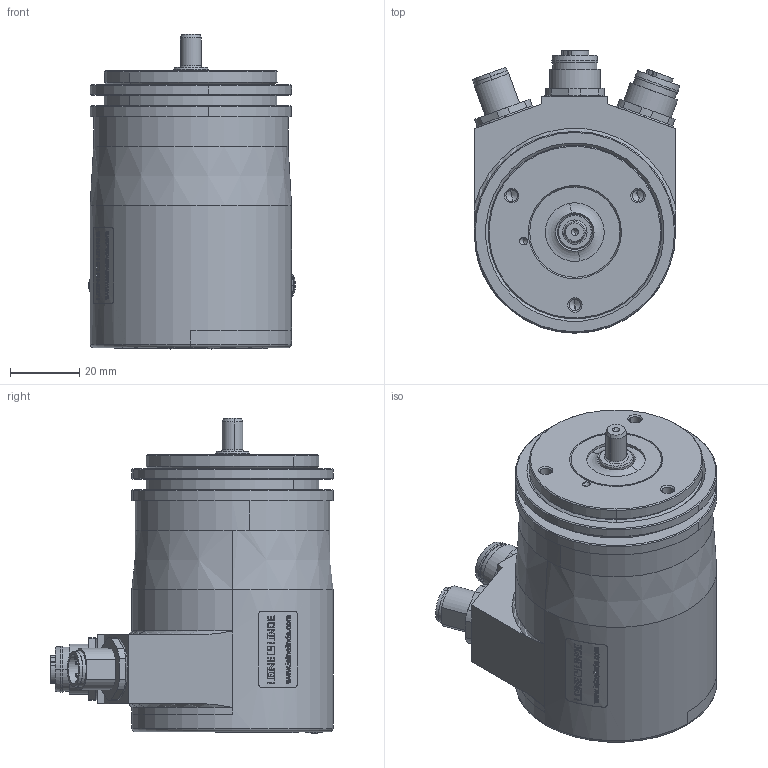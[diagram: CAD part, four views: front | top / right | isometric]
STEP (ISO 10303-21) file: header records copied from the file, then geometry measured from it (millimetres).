
FILE_DESCRIPTION((''),'2;1');
FILE_NAME('661380','2011-01-12T',('se2802'),(''),'PRO/ENGINEER BY PARAMETRIC TECHNOLOGY CORPORATION, 2010180','PRO/ENGINEER BY PARAMETRIC TECHNOLOGY CORPORATION, 2010180','');
FILE_SCHEMA(('CONFIG_CONTROL_DESIGN'));
Products named in the file (1): 661380
Bounding box: 59.57 x 81.33 x 90.73 mm (x, y, z)
Volume: 111359.1 mm3; surface area: 71702.6 mm2
Topology: 5 solids, 5 shells, 6444 faces, 17040 edges, 11231 vertices
Faces by surface type: plane 4508, cylinder 1147, extrusion 324, cone 241, torus 146, bspline 63, sphere 15
Entity records: 213227 total; most frequent: CARTESIAN_POINT 53633, ORIENTED_EDGE 34028, DIRECTION 30650, EDGE_CURVE 17014, VECTOR 12888, LINE 12564, VERTEX_POINT 11231, AXIS2_PLACEMENT_3D 8881
